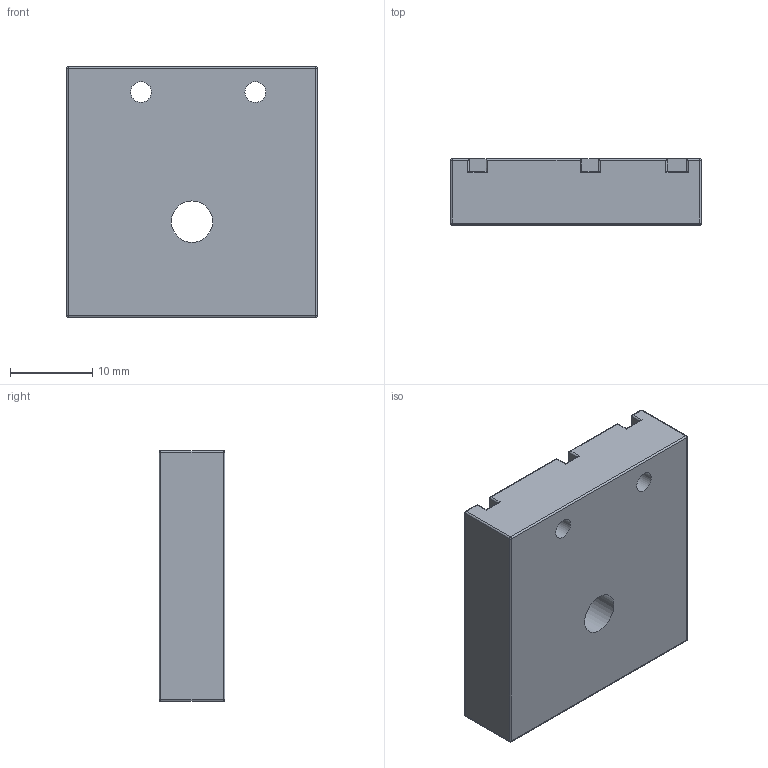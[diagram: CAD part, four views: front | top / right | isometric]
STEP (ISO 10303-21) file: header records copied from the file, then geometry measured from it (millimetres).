
FILE_DESCRIPTION(/* description */ (''),/* implementation_level */ '2;1');
FILE_NAME(/* name */ 'RespSensor_holder.step',/* time_stamp */ '2024-05-07T10:39:12+02:00',/* author */ (''),/* organization */ (''),/* preprocessor_version */ 'ST-DEVELOPER v20',/* originating_system */ 'Autodesk Translation Framework v12.20.1.177',/* authorisation */ '');
FILE_SCHEMA (('AUTOMOTIVE_DESIGN { 1 0 10303 214 3 1 1 }'));
Length unit declared in the file: millimetre
Products named in the file (1): Resp sensor holder
Bounding box: 30.5 x 8 x 30.5 mm (x, y, z)
Volume: 7121.7 mm3; surface area: 3079.5 mm2
Topology: 1 solids, 1 shells, 53 faces, 117 edges, 66 vertices
Faces by surface type: cylinder 27, plane 18, sphere 8
Full cylindrical faces by diameter (mm): 2.529 x2, 5.035 x1
Entity records: 1470 total; most frequent: DIRECTION 267, CARTESIAN_POINT 237, ORIENTED_EDGE 234, EDGE_CURVE 117, AXIS2_PLACEMENT_3D 96, LINE 75, VECTOR 75, VERTEX_POINT 66
